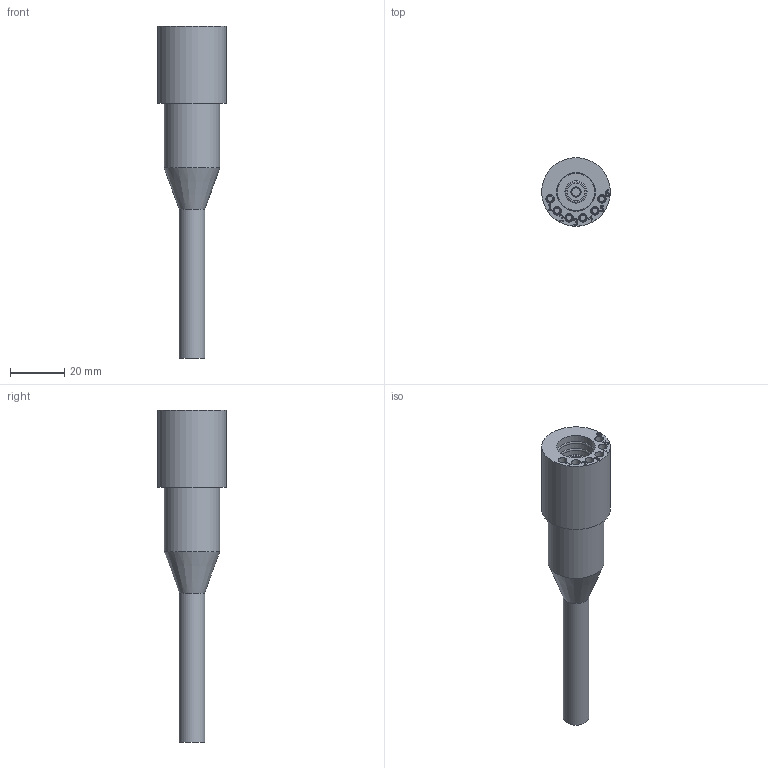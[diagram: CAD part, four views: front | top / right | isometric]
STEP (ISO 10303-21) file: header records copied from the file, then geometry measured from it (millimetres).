
FILE_DESCRIPTION(/* description */ (''),/* implementation_level */ '2;1');
FILE_NAME(/* name */ '75CXIL6F.stp',/* time_stamp */ '2014-11-13T14:43:05+01:00',/* author */ ('sh'),/* organization */ (''),/* preprocessor_version */ 'ST-DEVELOPER v15.2',/* originating_system */ 'Autodesk Inventor 2014',/* authorisation */ '');
FILE_SCHEMA (('AUTOMOTIVE_DESIGN { 1 0 10303 214 3 1 1 }'));
Length unit declared in the file: inch
Products named in the file (1): 75CXIL6F
Bounding box: 25.4 x 25.4 x 122.82 mm (x, y, z)
Volume: 21519 mm3; surface area: 14332 mm2
Topology: 17 solids, 17 shells, 554 faces, 1366 edges, 882 vertices
Faces by surface type: plane 233, cylinder 111, torus 91, bspline 66, cone 53
Full cylindrical faces by diameter (mm): 1.27 x1, 1.321 x6, 1.753 x1, 2.032 x6, 2.037 x6, 2.057 x6, 2.743 x12, 2.794 x6, 3.175 x36, 3.81 x1, 6.045 x1, 6.452 x2, 7.938 x1, 8.255 x2, 8.915 x1, 9.525 x1, 11.1 x2, 11.811 x2, 12.065 x3, 14.275 x4, 20.625 x1, 25.4 x1
Entity records: 16178 total; most frequent: CARTESIAN_POINT 4212, DIRECTION 2361, ORIENTED_EDGE 2224, EDGE_CURVE 1112, AXIS2_PLACEMENT_3D 965, VERTEX_POINT 827, EDGE_LOOP 811, ADVANCED_FACE 553
